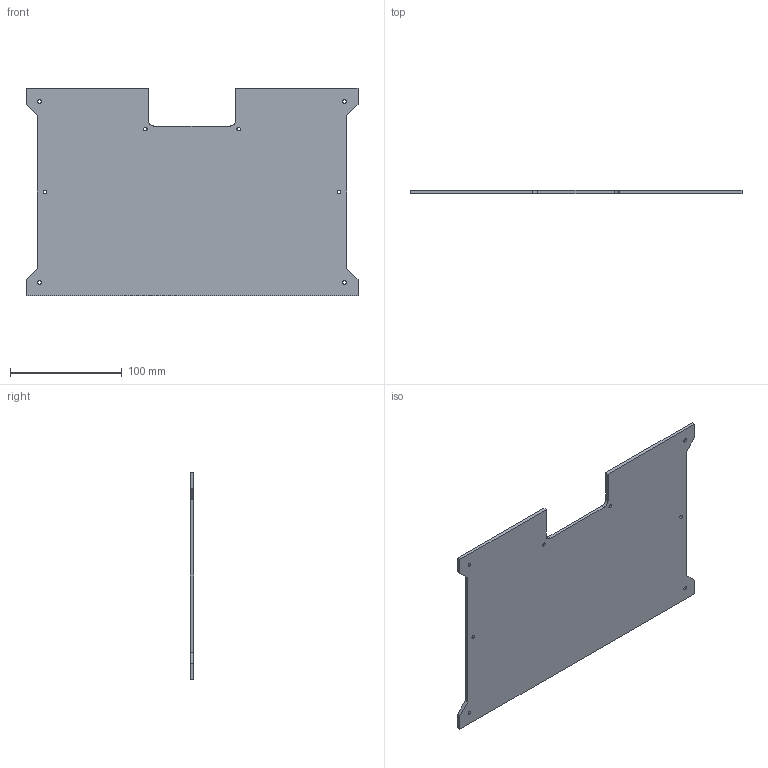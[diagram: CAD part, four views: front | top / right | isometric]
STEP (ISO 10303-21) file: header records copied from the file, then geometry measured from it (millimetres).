
FILE_DESCRIPTION(('STEP AP203'), '1');
FILE_NAME('side_glass_3mm', '', ('UNSPECIFIED'), ('UNSPECIFIED'), 'ASCON STEP Converter 1.6', 'ASCON Math Kernel', '');
FILE_SCHEMA(('CONFIG_CONTROL_DESIGN'));
Length unit declared in the file: millimetre
Bounding box: 297 x 3 x 186 mm (x, y, z)
Volume: 148849.2 mm3; surface area: 102612.9 mm2
Topology: 1 solids, 1 shells, 28 faces, 78 edges, 52 vertices
Faces by surface type: plane 18, cylinder 10
Full cylindrical faces by diameter (mm): 3.2 x8
Entity records: 1153 total; most frequent: CARTESIAN_POINT 151, DIRECTION 148, ORIENTED_EDGE 140, EDGE_CURVE 70, EDGE_LOOP 52, VERTEX_POINT 52, LINE 50, VECTOR 50
